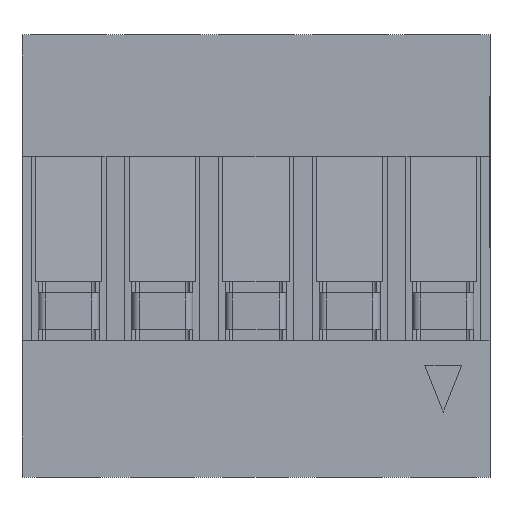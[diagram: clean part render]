
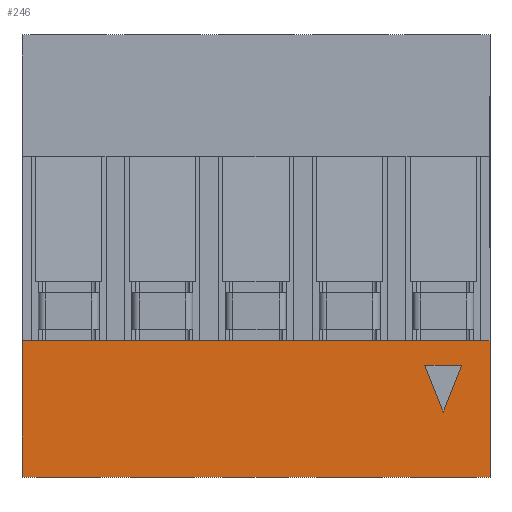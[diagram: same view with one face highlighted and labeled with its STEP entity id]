
A CAD part, front view. The second image highlights one B-rep face of the part: STEP entity #246.
In plain terms, the highlighted planar face has unit normal (0, -1, 0).
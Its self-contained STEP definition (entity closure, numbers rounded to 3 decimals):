
#246 = ADVANCED_FACE ( 'NONE', ( #3042, #3222 ), #2917, .T. ) ;
#748 = VECTOR ( 'NONE', #3148, 1000. ) ;
#797 = CARTESIAN_POINT ( 'NONE',  ( -0.5, -1.27, 3.032 ) ) ;
#837 = EDGE_CURVE ( 'NONE', #10725, #5544, #16793, .T. ) ;
#1147 = VERTEX_POINT ( 'NONE', #2703 ) ;
#1232 = DIRECTION ( 'NONE',  ( -1., 0., 0. ) ) ;
#1375 = DIRECTION ( 'NONE',  ( 0., -1., 0. ) ) ;
#1536 = CARTESIAN_POINT ( 'NONE',  ( 0., -1.27, 12. ) ) ;
#2376 = ORIENTED_EDGE ( 'NONE', *, *, #6347, .F. ) ;
#2472 = ORIENTED_EDGE ( 'NONE', *, *, #3619, .F. ) ;
#2693 = EDGE_CURVE ( 'NONE', #10725, #1147, #11111, .T. ) ;
#2702 = VECTOR ( 'NONE', #6854, 1000. ) ;
#2703 = CARTESIAN_POINT ( 'NONE',  ( -11.43, -1.27, 0. ) ) ;
#2907 = VERTEX_POINT ( 'NONE', #797 ) ;
#2917 = PLANE ( 'NONE',  #9413 ) ;
#3042 = FACE_OUTER_BOUND ( 'NONE', #7660, .T. ) ;
#3148 = DIRECTION ( 'NONE',  ( 0., 0., -1. ) ) ;
#3198 = CARTESIAN_POINT ( 'NONE',  ( 1.27, -1.27, 12. ) ) ;
#3214 = VERTEX_POINT ( 'NONE', #11809 ) ;
#3222 = FACE_BOUND ( 'NONE', #15542, .T. ) ;
#3572 = CARTESIAN_POINT ( 'NONE',  ( 0., -1.27, 1.766 ) ) ;
#3619 = EDGE_CURVE ( 'NONE', #15058, #2907, #8993, .T. ) ;
#3755 = CARTESIAN_POINT ( 'NONE',  ( 0., -1.27, 1.766 ) ) ;
#3887 = ORIENTED_EDGE ( 'NONE', *, *, #6290, .F. ) ;
#4116 = ORIENTED_EDGE ( 'NONE', *, *, #11986, .F. ) ;
#4214 = LINE ( 'NONE', #3198, #748 ) ;
#4453 = CARTESIAN_POINT ( 'NONE',  ( 0.5, -1.27, 3.032 ) ) ;
#5544 = VERTEX_POINT ( 'NONE', #12880 ) ;
#6199 = ORIENTED_EDGE ( 'NONE', *, *, #2693, .T. ) ;
#6290 = EDGE_CURVE ( 'NONE', #5544, #3214, #4214, .T. ) ;
#6347 = EDGE_CURVE ( 'NONE', #15323, #15058, #13643, .T. ) ;
#6696 = CARTESIAN_POINT ( 'NONE',  ( -11.43, -1.27, 3.7 ) ) ;
#6854 = DIRECTION ( 'NONE',  ( 0., 0., -1. ) ) ;
#6930 = VECTOR ( 'NONE', #16833, 1000. ) ;
#7264 = LINE ( 'NONE', #12914, #13001 ) ;
#7660 = EDGE_LOOP ( 'NONE', ( #10994, #6199, #8132, #3887 ) ) ;
#8132 = ORIENTED_EDGE ( 'NONE', *, *, #10465, .F. ) ;
#8635 = DIRECTION ( 'NONE',  ( 0.367, 0., 0.93 ) ) ;
#8993 = LINE ( 'NONE', #11722, #16803 ) ;
#9413 = AXIS2_PLACEMENT_3D ( 'NONE', #1536, #1375, #9662 ) ;
#9662 = DIRECTION ( 'NONE',  ( 1., 0., 0. ) ) ;
#10465 = EDGE_CURVE ( 'NONE', #3214, #1147, #7264, .T. ) ;
#10725 = VERTEX_POINT ( 'NONE', #6696 ) ;
#10994 = ORIENTED_EDGE ( 'NONE', *, *, #837, .F. ) ;
#11111 = LINE ( 'NONE', #13457, #2702 ) ;
#11722 = CARTESIAN_POINT ( 'NONE',  ( -0.5, -1.27, 3.032 ) ) ;
#11809 = CARTESIAN_POINT ( 'NONE',  ( 1.27, -1.27, 0. ) ) ;
#11986 = EDGE_CURVE ( 'NONE', #2907, #15323, #12650, .T. ) ;
#12327 = DIRECTION ( 'NONE',  ( 1., 0., 0. ) ) ;
#12650 = LINE ( 'NONE', #3755, #6930 ) ;
#12880 = CARTESIAN_POINT ( 'NONE',  ( 1.27, -1.27, 3.7 ) ) ;
#12914 = CARTESIAN_POINT ( 'NONE',  ( 0., -1.27, 0. ) ) ;
#13001 = VECTOR ( 'NONE', #1232, 1000. ) ;
#13114 = DIRECTION ( 'NONE',  ( -1., 0., 0. ) ) ;
#13457 = CARTESIAN_POINT ( 'NONE',  ( -11.43, -1.27, 12. ) ) ;
#13643 = LINE ( 'NONE', #15234, #13840 ) ;
#13840 = VECTOR ( 'NONE', #8635, 1000. ) ;
#15058 = VERTEX_POINT ( 'NONE', #4453 ) ;
#15146 = CARTESIAN_POINT ( 'NONE',  ( -1.27, -1.27, 3.7 ) ) ;
#15234 = CARTESIAN_POINT ( 'NONE',  ( 0.5, -1.27, 3.032 ) ) ;
#15323 = VERTEX_POINT ( 'NONE', #3572 ) ;
#15542 = EDGE_LOOP ( 'NONE', ( #2376, #4116, #2472 ) ) ;
#16169 = VECTOR ( 'NONE', #12327, 1000. ) ;
#16793 = LINE ( 'NONE', #15146, #16169 ) ;
#16803 = VECTOR ( 'NONE', #13114, 1000. ) ;
#16833 = DIRECTION ( 'NONE',  ( 0.367, 0., -0.93 ) ) ;
